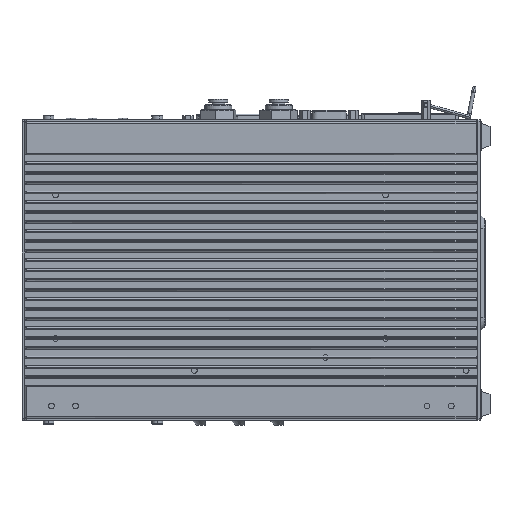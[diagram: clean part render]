
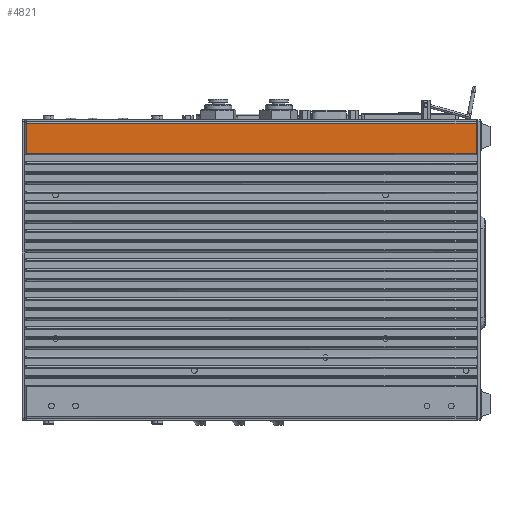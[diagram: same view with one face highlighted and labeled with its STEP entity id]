
A CAD part, left-side view. The second image highlights one B-rep face of the part: STEP entity #4821.
In plain terms, the highlighted face is planar.
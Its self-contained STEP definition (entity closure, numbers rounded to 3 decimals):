
#1571 = VECTOR ( 'NONE', #93789, 1000. ) ;
#2397 = CARTESIAN_POINT ( 'NONE',  ( 136.294, 232.6, 6. ) ) ;
#4821 = ADVANCED_FACE ( 'NONE', ( #15779 ), #64646, .T. ) ;
#8242 = ORIENTED_EDGE ( 'NONE', *, *, #74177, .T. ) ;
#10566 = CARTESIAN_POINT ( 'NONE',  ( 152., 0., 6. ) ) ;
#12096 = DIRECTION ( 'NONE',  ( 1., 0., 0. ) ) ;
#12633 = EDGE_CURVE ( 'NONE', #88602, #43159, #13136, .T. ) ;
#13136 = LINE ( 'NONE', #14162, #1571 ) ;
#14162 = CARTESIAN_POINT ( 'NONE',  ( -1.414, 232.6, 6. ) ) ;
#14338 = DIRECTION ( 'NONE',  ( 0., -1., 0. ) ) ;
#15779 = FACE_OUTER_BOUND ( 'NONE', #39895, .T. ) ;
#16792 = DIRECTION ( 'NONE',  ( 0., 0., 1. ) ) ;
#18042 = CARTESIAN_POINT ( 'NONE',  ( 152., 232.6, 6. ) ) ;
#35576 = ORIENTED_EDGE ( 'NONE', *, *, #75666, .T. ) ;
#39895 = EDGE_LOOP ( 'NONE', ( #45389, #8242, #72382, #35576 ) ) ;
#43159 = VERTEX_POINT ( 'NONE', #18042 ) ;
#45389 = ORIENTED_EDGE ( 'NONE', *, *, #101735, .T. ) ;
#47496 = CARTESIAN_POINT ( 'NONE',  ( 0., 0., 6. ) ) ;
#49582 = CARTESIAN_POINT ( 'NONE',  ( -1.414, 1., 6. ) ) ;
#64646 = PLANE ( 'NONE',  #70133 ) ;
#64929 = CARTESIAN_POINT ( 'NONE',  ( 152., 1., 6. ) ) ;
#70133 = AXIS2_PLACEMENT_3D ( 'NONE', #47496, #16792, #96432 ) ;
#71178 = VECTOR ( 'NONE', #14338, 1000. ) ;
#72382 = ORIENTED_EDGE ( 'NONE', *, *, #12633, .F. ) ;
#73027 = DIRECTION ( 'NONE',  ( 0., 1., 0. ) ) ;
#74177 = EDGE_CURVE ( 'NONE', #101427, #43159, #89661, .T. ) ;
#75079 = LINE ( 'NONE', #49582, #78857 ) ;
#75666 = EDGE_CURVE ( 'NONE', #88602, #86082, #93435, .T. ) ;
#78857 = VECTOR ( 'NONE', #12096, 1000. ) ;
#80002 = CARTESIAN_POINT ( 'NONE',  ( 136.294, 1., 6. ) ) ;
#85637 = CARTESIAN_POINT ( 'NONE',  ( 136.294, 0., 6. ) ) ;
#86082 = VERTEX_POINT ( 'NONE', #80002 ) ;
#88602 = VERTEX_POINT ( 'NONE', #2397 ) ;
#89661 = LINE ( 'NONE', #10566, #94738 ) ;
#93435 = LINE ( 'NONE', #85637, #71178 ) ;
#93789 = DIRECTION ( 'NONE',  ( 1., 0., 0. ) ) ;
#94738 = VECTOR ( 'NONE', #73027, 1000. ) ;
#96432 = DIRECTION ( 'NONE',  ( 1., 0., 0. ) ) ;
#101427 = VERTEX_POINT ( 'NONE', #64929 ) ;
#101735 = EDGE_CURVE ( 'NONE', #86082, #101427, #75079, .T. ) ;
